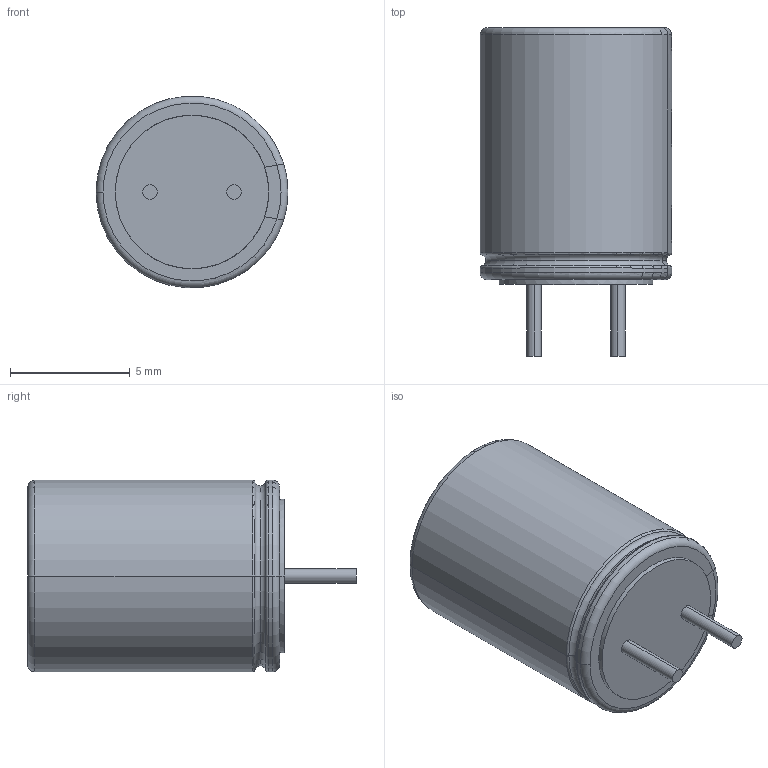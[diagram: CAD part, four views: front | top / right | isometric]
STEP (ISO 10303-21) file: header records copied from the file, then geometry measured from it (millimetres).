
FILE_DESCRIPTION (( 'STEP AP214' ), '1' );
FILE_NAME ('CAP ALTH D-8MM L-3.5MM H-10.5MM.STEP', '2017-01-07T08:59:44', ( '' ), ( '' ), 'SwSTEP 2.0', 'SolidWorks 2016', '' );
FILE_SCHEMA (( 'AUTOMOTIVE_DESIGN' ));
Length unit declared in the file: millimetre
Products named in the file (1): CAP ALTH D-8MM L-3.5MM H-10.5MM
Bounding box: 8 x 13.7 x 7.98 mm (x, y, z)
Volume: 531.5 mm3; surface area: 379.1 mm2
Topology: 1 solids, 1 shells, 46 faces, 109 edges, 71 vertices
Faces by surface type: cylinder 20, torus 18, plane 8
Entity records: 1804 total; most frequent: CARTESIAN_POINT 405, DIRECTION 238, ORIENTED_EDGE 218, EDGE_CURVE 109, AXIS2_PLACEMENT_3D 104, VERTEX_POINT 71, CIRCLE 57, EDGE_LOOP 52
